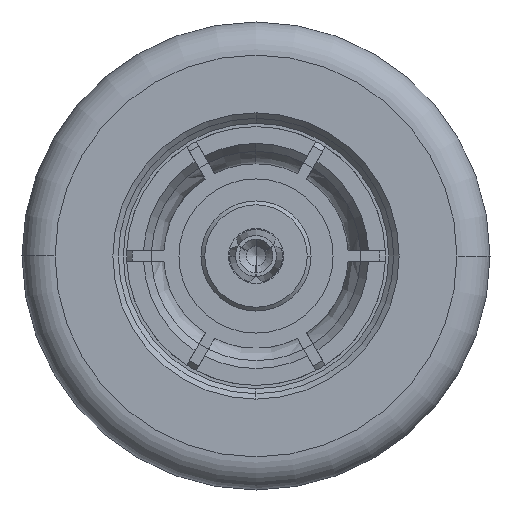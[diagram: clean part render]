
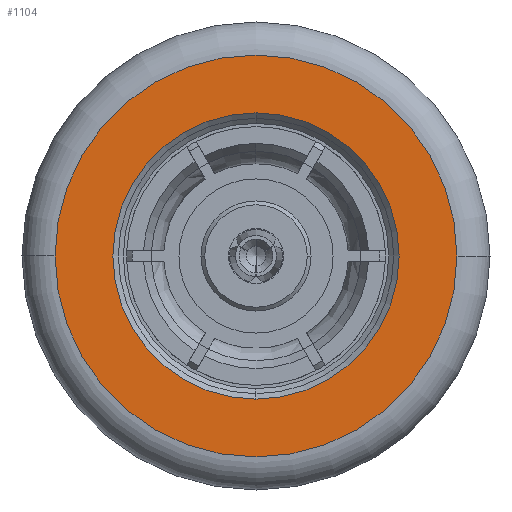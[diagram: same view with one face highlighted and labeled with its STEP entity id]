
A CAD part, left-side view. The second image highlights one B-rep face of the part: STEP entity #1104.
In plain terms, the highlighted planar face has unit normal (-1, 0, 0).
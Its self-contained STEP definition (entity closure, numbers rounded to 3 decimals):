
#72 = VERTEX_POINT ( 'NONE', #3387 ) ;
#85 = VERTEX_POINT ( 'NONE', #3400 ) ;
#92 = VERTEX_POINT ( 'NONE', #3407 ) ;
#93 = VERTEX_POINT ( 'NONE', #3408 ) ;
#400 = AXIS2_PLACEMENT_3D ( 'NONE', #4037, #4044, #4045 ) ;
#443 = ORIENTED_EDGE ( 'NONE', *, *, #3010, .T. ) ;
#444 = ORIENTED_EDGE ( 'NONE', *, *, #3188, .T. ) ;
#445 = ORIENTED_EDGE ( 'NONE', *, *, #1598, .F. ) ;
#446 = ORIENTED_EDGE ( 'NONE', *, *, #3016, .F. ) ;
#1104 = ADVANCED_FACE ( 'NONE', ( #4040, #4041 ), #4042, .T. ) ;
#1598 = EDGE_CURVE ( 'NONE', #72, #85, #5083, .T. ) ;
#2881 = EDGE_LOOP ( 'NONE', ( #446, #445 ) ) ;
#2890 = EDGE_LOOP ( 'NONE', ( #444, #443 ) ) ;
#3010 = EDGE_CURVE ( 'NONE', #93, #92, #7094, .T. ) ;
#3016 = EDGE_CURVE ( 'NONE', #85, #72, #7100, .T. ) ;
#3188 = EDGE_CURVE ( 'NONE', #92, #93, #7282, .T. ) ;
#3387 = CARTESIAN_POINT ( 'NONE',  ( -3.75, 0., -2.6 ) ) ;
#3400 = CARTESIAN_POINT ( 'NONE',  ( -3.75, 0., 2.6 ) ) ;
#3407 = CARTESIAN_POINT ( 'NONE',  ( -3.75, -3.65, 0. ) ) ;
#3408 = CARTESIAN_POINT ( 'NONE',  ( -3.75, 3.65, 0. ) ) ;
#4037 = CARTESIAN_POINT ( 'NONE',  ( -3.75, -3.694, -3.694 ) ) ;
#4040 = FACE_BOUND ( 'NONE', #2881, .T. ) ;
#4041 = FACE_OUTER_BOUND ( 'NONE', #2890, .T. ) ;
#4042 = PLANE ( 'NONE',  #400 ) ;
#4044 = DIRECTION ( 'NONE',  ( -1., 0., 0. ) ) ;
#4045 = DIRECTION ( 'NONE',  ( 0., 0., 1. ) ) ;
#5083 = CIRCLE ( 'NONE', #5091, 2.6 ) ;
#5091 = AXIS2_PLACEMENT_3D ( 'NONE', #5291, #5292, #5293 ) ;
#5291 = CARTESIAN_POINT ( 'NONE',  ( -3.75, 0., 0. ) ) ;
#5292 = DIRECTION ( 'NONE',  ( -1., 0., 0. ) ) ;
#5293 = DIRECTION ( 'NONE',  ( 0., 0., 1. ) ) ;
#7019 = CARTESIAN_POINT ( 'NONE',  ( -3.75, 0., 0. ) ) ;
#7020 = DIRECTION ( 'NONE',  ( -1., 0., 0. ) ) ;
#7021 = DIRECTION ( 'NONE',  ( 0., -1., 0. ) ) ;
#7047 = CARTESIAN_POINT ( 'NONE',  ( -3.75, 0., 0. ) ) ;
#7048 = DIRECTION ( 'NONE',  ( -1., 0., 0. ) ) ;
#7049 = DIRECTION ( 'NONE',  ( 0., 0., 1. ) ) ;
#7094 = CIRCLE ( 'NONE', #7097, 3.65 ) ;
#7097 = AXIS2_PLACEMENT_3D ( 'NONE', #7019, #7020, #7021 ) ;
#7100 = CIRCLE ( 'NONE', #7103, 2.6 ) ;
#7103 = AXIS2_PLACEMENT_3D ( 'NONE', #7047, #7048, #7049 ) ;
#7282 = CIRCLE ( 'NONE', #7285, 3.65 ) ;
#7285 = AXIS2_PLACEMENT_3D ( 'NONE', #7899, #7900, #7901 ) ;
#7899 = CARTESIAN_POINT ( 'NONE',  ( -3.75, 0., 0. ) ) ;
#7900 = DIRECTION ( 'NONE',  ( -1., 0., 0. ) ) ;
#7901 = DIRECTION ( 'NONE',  ( 0., -1., 0. ) ) ;
